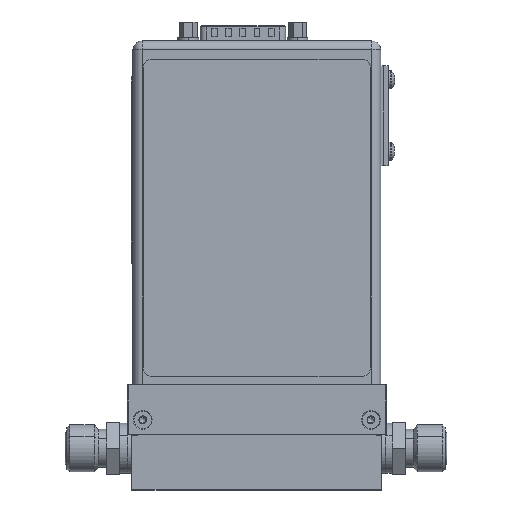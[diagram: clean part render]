
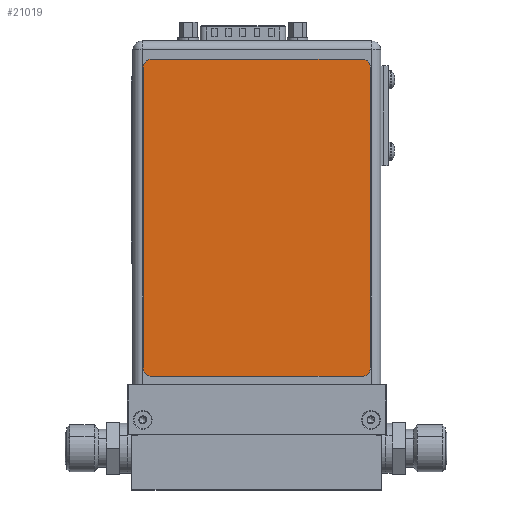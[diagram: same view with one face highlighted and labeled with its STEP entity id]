
A CAD part, top view. The second image highlights one B-rep face of the part: STEP entity #21019.
In plain terms, the highlighted planar face has unit normal (0, 0, 1).
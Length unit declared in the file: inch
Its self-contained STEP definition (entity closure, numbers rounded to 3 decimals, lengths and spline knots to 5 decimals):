
#20800=CARTESIAN_POINT('',(2.63,3.71,0.004));
#20801=DIRECTION('',(0.,0.,-1.));
#20802=DIRECTION('',(0.,1.,0.));
#20803=AXIS2_PLACEMENT_3D('',#20800,#20801,#20802);
#20805=DIRECTION('',(0.,-1.,0.));
#20806=VECTOR('',#20805,3.61);
#20807=CARTESIAN_POINT('',(2.73,3.71,0.004));
#20808=LINE('',#20807,#20806);
#20809=CARTESIAN_POINT('',(2.63,0.1,0.004));
#20810=DIRECTION('',(0.,0.,-1.));
#20811=DIRECTION('',(1.,0.,0.));
#20812=AXIS2_PLACEMENT_3D('',#20809,#20810,#20811);
#20814=DIRECTION('',(-1.,0.,0.));
#20815=VECTOR('',#20814,2.53);
#20816=CARTESIAN_POINT('',(2.63,0.,0.004));
#20817=LINE('',#20816,#20815);
#20818=CARTESIAN_POINT('',(0.1,0.1,0.004));
#20819=DIRECTION('',(0.,0.,-1.));
#20820=DIRECTION('',(0.,-1.,0.));
#20821=AXIS2_PLACEMENT_3D('',#20818,#20819,#20820);
#20823=DIRECTION('',(0.,1.,0.));
#20824=VECTOR('',#20823,3.61);
#20825=CARTESIAN_POINT('',(0.,0.1,0.004));
#20826=LINE('',#20825,#20824);
#20827=CARTESIAN_POINT('',(0.1,3.71,0.004));
#20828=DIRECTION('',(0.,0.,-1.));
#20829=DIRECTION('',(-1.,0.,0.));
#20830=AXIS2_PLACEMENT_3D('',#20827,#20828,#20829);
#20832=DIRECTION('',(1.,0.,0.));
#20833=VECTOR('',#20832,2.53);
#20834=CARTESIAN_POINT('',(0.1,3.81,0.004));
#20835=LINE('',#20834,#20833);
#20852=CARTESIAN_POINT('',(2.73,3.71,0.004));
#20853=VERTEX_POINT('',#20852);
#20854=CARTESIAN_POINT('',(2.63,3.81,0.004));
#20855=VERTEX_POINT('',#20854);
#20856=CARTESIAN_POINT('',(2.73,0.1,0.004));
#20857=VERTEX_POINT('',#20856);
#20858=CARTESIAN_POINT('',(2.63,0.,0.004));
#20859=VERTEX_POINT('',#20858);
#20860=CARTESIAN_POINT('',(0.1,0.,0.004));
#20861=VERTEX_POINT('',#20860);
#20862=CARTESIAN_POINT('',(0.,0.1,0.004));
#20863=VERTEX_POINT('',#20862);
#20864=CARTESIAN_POINT('',(0.,3.71,0.004));
#20865=VERTEX_POINT('',#20864);
#20866=CARTESIAN_POINT('',(0.1,3.81,0.004));
#20867=VERTEX_POINT('',#20866);
#21004=CARTESIAN_POINT('',(0.,0.,0.004));
#21005=DIRECTION('',(0.,0.,1.));
#21006=DIRECTION('',(1.,0.,0.));
#21007=AXIS2_PLACEMENT_3D('',#21004,#21005,#21006);
#21008=PLANE('',#21007);
#21009=ORIENTED_EDGE('',*,*,#20900,.T.);
#21010=ORIENTED_EDGE('',*,*,#20916,.T.);
#21011=ORIENTED_EDGE('',*,*,#20929,.T.);
#21012=ORIENTED_EDGE('',*,*,#20942,.T.);
#21013=ORIENTED_EDGE('',*,*,#20957,.T.);
#21014=ORIENTED_EDGE('',*,*,#20970,.T.);
#21015=ORIENTED_EDGE('',*,*,#20985,.T.);
#21016=ORIENTED_EDGE('',*,*,#20997,.T.);
#21017=EDGE_LOOP('',(#21009,#21010,#21011,#21012,#21013,#21014,#21015,#21016));
#21018=FACE_OUTER_BOUND('',#21017,.F.);
#21019=ADVANCED_FACE('',(#21018),#21008,.T.);
#20804=CIRCLE('',#20803,0.1);
#20813=CIRCLE('',#20812,0.1);
#20822=CIRCLE('',#20821,0.1);
#20831=CIRCLE('',#20830,0.1);
#20900=EDGE_CURVE('',#20855,#20853,#20804,.T.);
#20916=EDGE_CURVE('',#20853,#20857,#20808,.T.);
#20929=EDGE_CURVE('',#20857,#20859,#20813,.T.);
#20942=EDGE_CURVE('',#20859,#20861,#20817,.T.);
#20957=EDGE_CURVE('',#20861,#20863,#20822,.T.);
#20970=EDGE_CURVE('',#20863,#20865,#20826,.T.);
#20985=EDGE_CURVE('',#20865,#20867,#20831,.T.);
#20997=EDGE_CURVE('',#20867,#20855,#20835,.T.);
